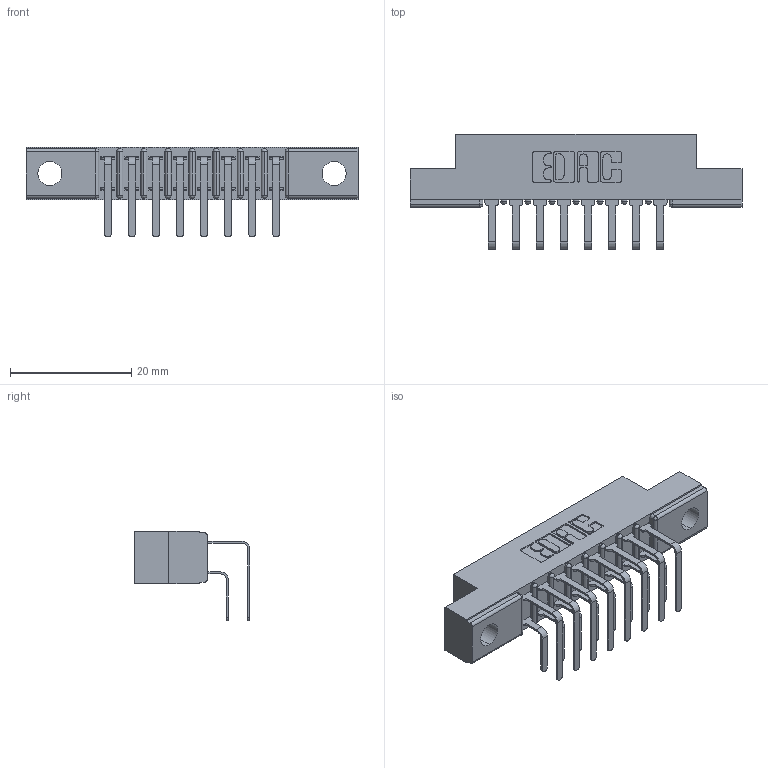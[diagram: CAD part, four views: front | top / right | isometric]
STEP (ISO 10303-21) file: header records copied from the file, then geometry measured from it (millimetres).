
FILE_DESCRIPTION (( 'STEP AP203' ), '1' );
FILE_NAME ('357-016-458-204.STEP', '2020-10-02T19:36:47', ( '' ), ( '' ), 'SwSTEP 2.0', 'SolidWorks 2020', '' );
FILE_SCHEMA (( 'CONFIG_CONTROL_DESIGN' ));
Length unit declared in the file: inch
Products named in the file (4): 307-290-001_558 559 - 1 (Single); 307 Part_.156 Dia Mounting Holes; 357-016-458-204; 307-290-001_558 - 2 (Single)
Assembly tree (17 placements, depth 2):
  357-016-458-204
    307 Part_.156 Dia Mounting Holes
    307-290-001_558 559 - 1 (Single)  x8
    307-290-001_558 - 2 (Single)  x8
Bounding box: 54.71 x 18.96 x 14.81 mm (x, y, z)
Volume: 3545.3 mm3; surface area: 5819.5 mm2
Topology: 17 solids, 17 shells, 941 faces, 2631 edges, 1706 vertices
Faces by surface type: plane 612, cylinder 311, sphere 18
Entity records: 13171 total; most frequent: CARTESIAN_POINT 2172, ORIENTED_EDGE 2146, DIRECTION 2133, EDGE_CURVE 1073, LINE 815, VECTOR 815, VERTEX_POINT 698, AXIS2_PLACEMENT_3D 659
